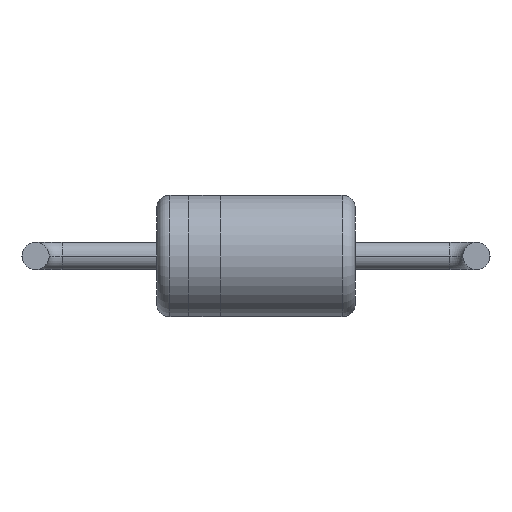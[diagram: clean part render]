
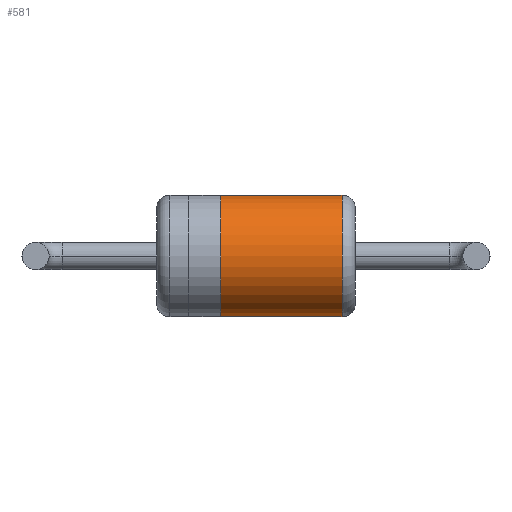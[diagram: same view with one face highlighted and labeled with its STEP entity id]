
A CAD part, front view. The second image highlights one B-rep face of the part: STEP entity #581.
In plain terms, the highlighted cylindrical face has radius 1.145 mm (diameter 2.29 mm), a partial arc.
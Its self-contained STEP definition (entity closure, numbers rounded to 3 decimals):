
#18 = LINE ( 'NONE', #152, #586 ) ;
#52 = CIRCLE ( 'NONE', #132, 1.145 ) ;
#53 = ORIENTED_EDGE ( 'NONE', *, *, #179, .F. ) ;
#58 = DIRECTION ( 'NONE',  ( -1., 0., 0. ) ) ;
#97 = VERTEX_POINT ( 'NONE', #642 ) ;
#123 = CARTESIAN_POINT ( 'NONE',  ( 1.617, 1.145, 0. ) ) ;
#129 = AXIS2_PLACEMENT_3D ( 'NONE', #123, #58, #856 ) ;
#132 = AXIS2_PLACEMENT_3D ( 'NONE', #383, #320, #579 ) ;
#147 = VERTEX_POINT ( 'NONE', #853 ) ;
#152 = CARTESIAN_POINT ( 'NONE',  ( 1.867, 1.145, 1.145 ) ) ;
#179 = EDGE_CURVE ( 'NONE', #405, #743, #715, .T. ) ;
#187 = EDGE_CURVE ( 'NONE', #405, #97, #431, .T. ) ;
#233 = ORIENTED_EDGE ( 'NONE', *, *, #187, .T. ) ;
#237 = VECTOR ( 'NONE', #850, 1000. ) ;
#280 = DIRECTION ( 'NONE',  ( -1., 0., 0. ) ) ;
#291 = ORIENTED_EDGE ( 'NONE', *, *, #305, .T. ) ;
#302 = DIRECTION ( 'NONE',  ( -1., 0., 0. ) ) ;
#305 = EDGE_CURVE ( 'NONE', #97, #147, #18, .T. ) ;
#320 = DIRECTION ( 'NONE',  ( 1., 0., 0. ) ) ;
#376 = CARTESIAN_POINT ( 'NONE',  ( 1.867, 1.145, 0. ) ) ;
#383 = CARTESIAN_POINT ( 'NONE',  ( -0.667, 1.145, 0. ) ) ;
#405 = VERTEX_POINT ( 'NONE', #834 ) ;
#427 = EDGE_LOOP ( 'NONE', ( #53, #233, #291, #593 ) ) ;
#431 = CIRCLE ( 'NONE', #129, 1.145 ) ;
#494 = DIRECTION ( 'NONE',  ( 0., 0., 1. ) ) ;
#520 = CARTESIAN_POINT ( 'NONE',  ( -0.667, 1.145, -1.145 ) ) ;
#557 = CYLINDRICAL_SURFACE ( 'NONE', #812, 1.145 ) ;
#566 = CARTESIAN_POINT ( 'NONE',  ( 1.867, 1.145, -1.145 ) ) ;
#579 = DIRECTION ( 'NONE',  ( 0., 1., 0. ) ) ;
#581 = ADVANCED_FACE ( 'NONE', ( #777 ), #557, .T. ) ;
#586 = VECTOR ( 'NONE', #280, 1000. ) ;
#593 = ORIENTED_EDGE ( 'NONE', *, *, #768, .T. ) ;
#642 = CARTESIAN_POINT ( 'NONE',  ( 1.617, 1.145, 1.145 ) ) ;
#715 = LINE ( 'NONE', #566, #237 ) ;
#743 = VERTEX_POINT ( 'NONE', #520 ) ;
#768 = EDGE_CURVE ( 'NONE', #147, #743, #52, .T. ) ;
#777 = FACE_OUTER_BOUND ( 'NONE', #427, .T. ) ;
#812 = AXIS2_PLACEMENT_3D ( 'NONE', #376, #302, #494 ) ;
#834 = CARTESIAN_POINT ( 'NONE',  ( 1.617, 1.145, -1.145 ) ) ;
#850 = DIRECTION ( 'NONE',  ( -1., 0., 0. ) ) ;
#853 = CARTESIAN_POINT ( 'NONE',  ( -0.667, 1.145, 1.145 ) ) ;
#856 = DIRECTION ( 'NONE',  ( 0., 0., -1. ) ) ;
